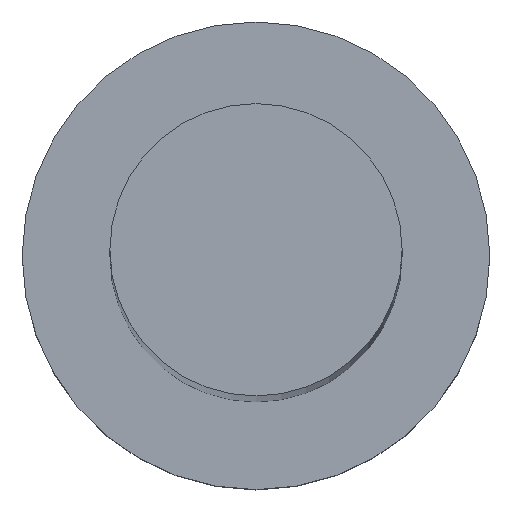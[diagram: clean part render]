
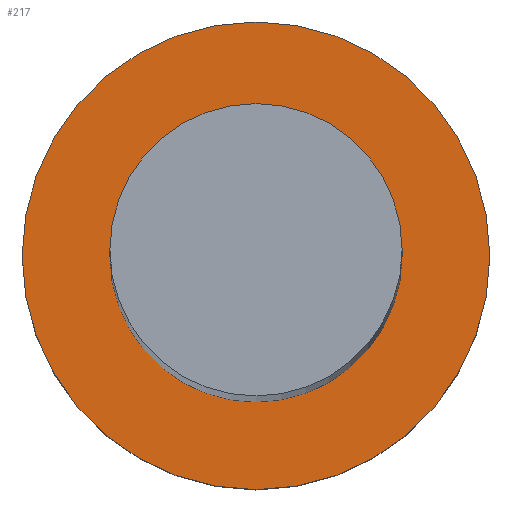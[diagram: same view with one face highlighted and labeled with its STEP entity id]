
A CAD part, top view. The second image highlights one B-rep face of the part: STEP entity #217.
In plain terms, the highlighted planar face has unit normal (0, 0, 1).
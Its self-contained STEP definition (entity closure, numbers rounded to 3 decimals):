
#2 = FACE_OUTER_BOUND ( 'NONE', #150, .T. ) ;
#3 = CIRCLE ( 'NONE', #18, 5. ) ;
#9 = EDGE_CURVE ( 'NONE', #234, #56, #80, .T. ) ;
#11 = ORIENTED_EDGE ( 'NONE', *, *, #59, .F. ) ;
#13 = CARTESIAN_POINT ( 'NONE',  ( 0., 0., 6.5 ) ) ;
#16 = DIRECTION ( 'NONE',  ( 0., 0., 1. ) ) ;
#18 = AXIS2_PLACEMENT_3D ( 'NONE', #41, #193, #111 ) ;
#20 = CARTESIAN_POINT ( 'NONE',  ( 0., 0., 6.5 ) ) ;
#31 = AXIS2_PLACEMENT_3D ( 'NONE', #83, #46, #246 ) ;
#40 = DIRECTION ( 'NONE',  ( 1., 0., 0. ) ) ;
#41 = CARTESIAN_POINT ( 'NONE',  ( 0., 0., 6.5 ) ) ;
#46 = DIRECTION ( 'NONE',  ( 0., 0., 1. ) ) ;
#56 = VERTEX_POINT ( 'NONE', #112 ) ;
#57 = EDGE_CURVE ( 'NONE', #241, #165, #3, .T. ) ;
#59 = EDGE_CURVE ( 'NONE', #165, #241, #152, .T. ) ;
#62 = ORIENTED_EDGE ( 'NONE', *, *, #9, .T. ) ;
#79 = EDGE_LOOP ( 'NONE', ( #11, #180 ) ) ;
#80 = CIRCLE ( 'NONE', #31, 8. ) ;
#83 = CARTESIAN_POINT ( 'NONE',  ( 0., 0., 6.5 ) ) ;
#103 = FACE_BOUND ( 'NONE', #79, .T. ) ;
#111 = DIRECTION ( 'NONE',  ( 1., 0., 0. ) ) ;
#112 = CARTESIAN_POINT ( 'NONE',  ( 8., 0., 6.5 ) ) ;
#118 = DIRECTION ( 'NONE',  ( 0., 0., 1. ) ) ;
#127 = CARTESIAN_POINT ( 'NONE',  ( -8., 0., 6.5 ) ) ;
#133 = AXIS2_PLACEMENT_3D ( 'NONE', #20, #16, #40 ) ;
#140 = CARTESIAN_POINT ( 'NONE',  ( -5., 0., 6.5 ) ) ;
#150 = EDGE_LOOP ( 'NONE', ( #62, #179 ) ) ;
#152 = CIRCLE ( 'NONE', #133, 5. ) ;
#157 = PLANE ( 'NONE',  #166 ) ;
#165 = VERTEX_POINT ( 'NONE', #140 ) ;
#166 = AXIS2_PLACEMENT_3D ( 'NONE', #237, #118, #198 ) ;
#172 = DIRECTION ( 'NONE',  ( 0., 0., 1. ) ) ;
#179 = ORIENTED_EDGE ( 'NONE', *, *, #236, .T. ) ;
#180 = ORIENTED_EDGE ( 'NONE', *, *, #57, .F. ) ;
#193 = DIRECTION ( 'NONE',  ( 0., 0., 1. ) ) ;
#198 = DIRECTION ( 'NONE',  ( 1., 0., 0. ) ) ;
#200 = CIRCLE ( 'NONE', #220, 8. ) ;
#216 = CARTESIAN_POINT ( 'NONE',  ( 5., 0., 6.5 ) ) ;
#217 = ADVANCED_FACE ( 'NONE', ( #103, #2 ), #157, .T. ) ;
#220 = AXIS2_PLACEMENT_3D ( 'NONE', #13, #172, #252 ) ;
#234 = VERTEX_POINT ( 'NONE', #127 ) ;
#236 = EDGE_CURVE ( 'NONE', #56, #234, #200, .T. ) ;
#237 = CARTESIAN_POINT ( 'NONE',  ( 0., 0., 6.5 ) ) ;
#241 = VERTEX_POINT ( 'NONE', #216 ) ;
#246 = DIRECTION ( 'NONE',  ( 1., 0., 0. ) ) ;
#252 = DIRECTION ( 'NONE',  ( 1., 0., 0. ) ) ;
